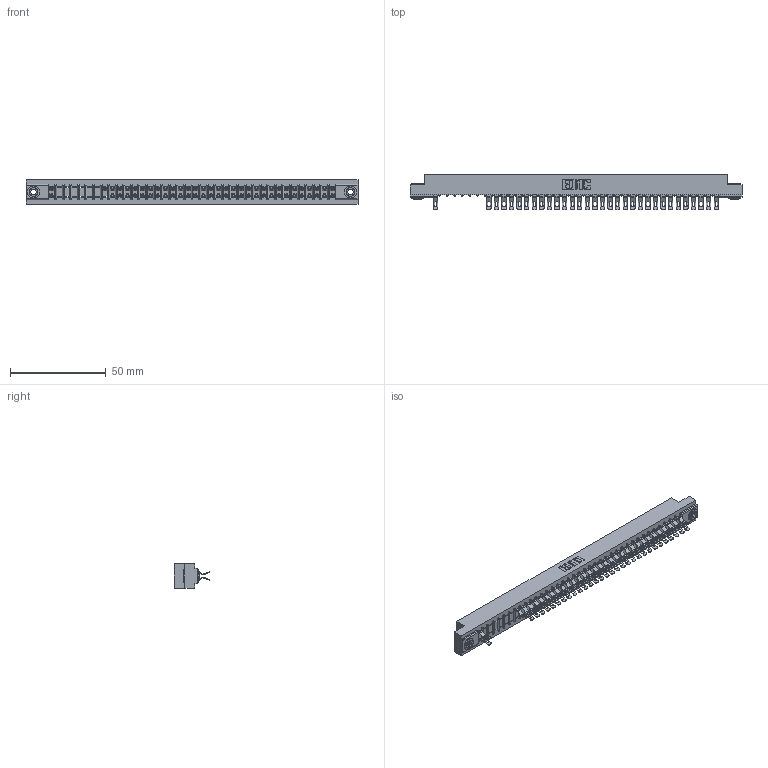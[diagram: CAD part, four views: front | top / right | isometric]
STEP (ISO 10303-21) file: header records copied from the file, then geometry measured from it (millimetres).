
FILE_DESCRIPTION (( 'STEP AP203' ), '1' );
FILE_NAME ('307-076-555-203.STEP', '2018-08-06T17:04:26', ( '' ), ( '' ), 'SwSTEP 2.0', 'SolidWorks 2016', '' );
FILE_SCHEMA (( 'CONFIG_CONTROL_DESIGN' ));
Length unit declared in the file: inch
Products named in the file (4): 345-250-002_345-250-002-102; 307-076-555-203; 307 Part_.156 Dia Mounting Holes; 307-290-001_555
Assembly tree (66 placements, depth 2):
  307-076-555-203
    307 Part_.156 Dia Mounting Holes
    307-290-001_555  x63
    345-250-002_345-250-002-102  x2
Bounding box: 173.58 x 18.75 x 12.7 mm (x, y, z)
Volume: 18450.9 mm3; surface area: 22682 mm2
Topology: 66 solids, 66 shells, 4182 faces, 12254 edges, 7976 vertices
Faces by surface type: plane 2314, cylinder 1782, sphere 78, cone 8
Entity records: 35472 total; most frequent: CARTESIAN_POINT 5846, ORIENTED_EDGE 5800, DIRECTION 5736, EDGE_CURVE 2900, LINE 2204, VECTOR 2204, VERTEX_POINT 1876, AXIS2_PLACEMENT_3D 1766
